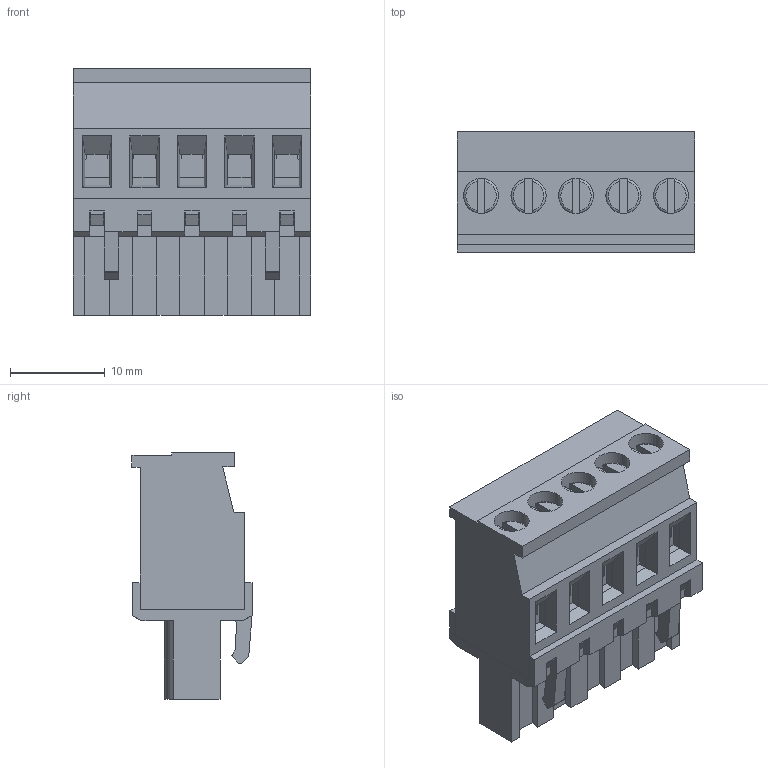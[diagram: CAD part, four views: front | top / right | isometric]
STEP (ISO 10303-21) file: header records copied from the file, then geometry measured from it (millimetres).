
FILE_DESCRIPTION( ( 'Unknown' ), '1' );
FILE_NAME( '691351700005.stp', 'Unknown', ( 'Unknown' ), ( 'Unknown' ), 'PSStep 14.0', 'Unknown', ' ' );
FILE_SCHEMA( ( 'AUTOMOTIVE_DESIGN { 1 0 10303 214 1 1 1 1 }' ) );
Length unit declared in the file: millimetre
Products named in the file (6): Assem1; 6913517000xx_CAGE; 6913517000xx_PIN; 6913517000xx_VIS; 691351700005; 691351700005_BAS
Assembly tree (17 placements, depth 2):
  Assem1
    6913517000xx_CAGE  x5
    6913517000xx_PIN  x5
    6913517000xx_VIS  x5
    691351700005
    691351700005_BAS
Bounding box: 25 x 12.65 x 26 mm (x, y, z)
Volume: 3899.5 mm3; surface area: 9037.9 mm2
Topology: 17 solids, 17 shells, 1016 faces, 2845 edges, 1856 vertices
Faces by surface type: plane 796, cylinder 190, torus 20, cone 10
Full cylindrical faces by diameter (mm): 1.6 x5, 2.4 x5, 2.9 x10, 3 x5, 3.7 x10
Entity records: 25410 total; most frequent: CARTESIAN_POINT 3606, ORIENTED_EDGE 3530, DIRECTION 3216, EDGE_CURVE 1765, LINE 1614, VECTOR 1614, VERTEX_POINT 1167, AXIS2_PLACEMENT_3D 801
